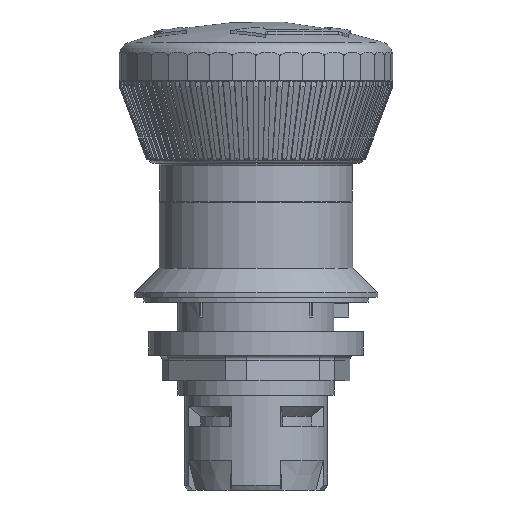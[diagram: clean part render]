
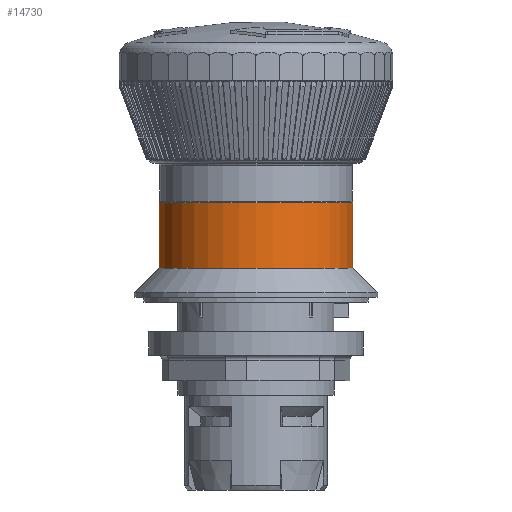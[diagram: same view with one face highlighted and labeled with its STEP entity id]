
A CAD part, front view. The second image highlights one B-rep face of the part: STEP entity #14730.
In plain terms, the highlighted cylindrical face has radius 9.925 mm (diameter 19.85 mm), a full revolution.
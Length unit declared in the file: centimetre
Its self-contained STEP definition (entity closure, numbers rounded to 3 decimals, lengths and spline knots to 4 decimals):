
#134=FACE_BOUND('',#2574,.T.);
#262=CYLINDRICAL_SURFACE('',#16231,0.9925);
#1692=FACE_OUTER_BOUND('',#2573,.T.);
#2573=EDGE_LOOP('',(#12427));
#2574=EDGE_LOOP('',(#12428));
#5332=CIRCLE('',#16230,0.9925);
#5333=CIRCLE('',#16232,0.9925);
#6467=VERTEX_POINT('',#27056);
#6468=VERTEX_POINT('',#27059);
#8521=EDGE_CURVE('',#6467,#6467,#5332,.T.);
#8522=EDGE_CURVE('',#6468,#6468,#5333,.T.);
#12427=ORIENTED_EDGE('',*,*,#8522,.F.);
#12428=ORIENTED_EDGE('',*,*,#8521,.T.);
#14730=ADVANCED_FACE('',(#1692,#134),#262,.T.);
#16230=AXIS2_PLACEMENT_3D('',#27057,#19733,#19734);
#16231=AXIS2_PLACEMENT_3D('',#27058,#19735,#19736);
#16232=AXIS2_PLACEMENT_3D('',#27060,#19737,#19738);
#19733=DIRECTION('center_axis',(0.,0.,-1.));
#19734=DIRECTION('ref_axis',(0.,1.,0.));
#19735=DIRECTION('center_axis',(0.,0.,-1.));
#19736=DIRECTION('ref_axis',(0.,1.,0.));
#19737=DIRECTION('center_axis',(0.,0.,-1.));
#19738=DIRECTION('ref_axis',(0.,1.,0.));
#27056=CARTESIAN_POINT('',(0.,-0.9925,2.938));
#27057=CARTESIAN_POINT('Origin',(0.,0.,2.938));
#27058=CARTESIAN_POINT('Origin',(0.,0.,2.604));
#27059=CARTESIAN_POINT('',(0.,0.9925,2.27));
#27060=CARTESIAN_POINT('Origin',(0.,0.,2.27));
